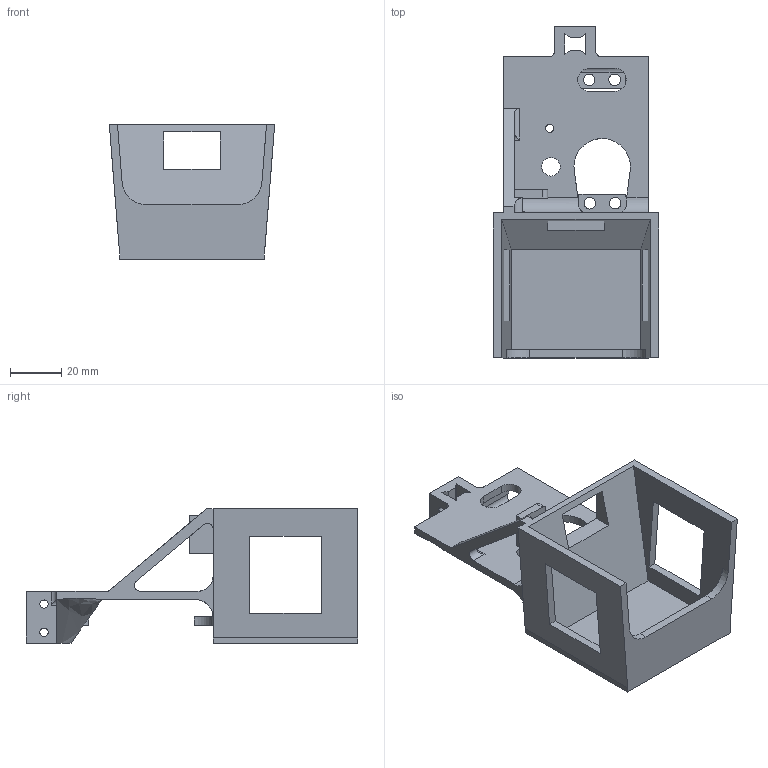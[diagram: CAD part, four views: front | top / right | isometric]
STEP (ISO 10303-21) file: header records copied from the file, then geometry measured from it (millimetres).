
FILE_DESCRIPTION(/* description */ (''),/* implementation_level */ '2;1');
FILE_NAME(/* name */ '',/* time_stamp */ '2025-01-27T17:32:43+03:00',/* author */ ('Phantom'),/* organization */ (''),/* preprocessor_version */ 'ST-DEVELOPER v20',/* originating_system */ 'Autodesk Inventor 2025',/* authorisation */ '');
FILE_SCHEMA (('AUTOMOTIVE_DESIGN { 1 0 10303 214 3 1 1 }'));
Length unit declared in the file: millimetre
Products named in the file (1): ведро
Bounding box: 64.4 x 129.23 x 52.27 mm (x, y, z)
Volume: 68061.9 mm3; surface area: 32191.1 mm2
Topology: 1 solids, 1 shells, 116 faces, 345 edges, 228 vertices
Faces by surface type: plane 70, cylinder 44, bspline 2
Full cylindrical faces by diameter (mm): 3.1 x1, 3.2 x4, 4.2 x1, 4.5 x4, 7.211 x1
Entity records: 4217 total; most frequent: CARTESIAN_POINT 973, ORIENTED_EDGE 690, DIRECTION 624, EDGE_CURVE 345, LINE 246, VECTOR 246, VERTEX_POINT 228, AXIS2_PLACEMENT_3D 189
